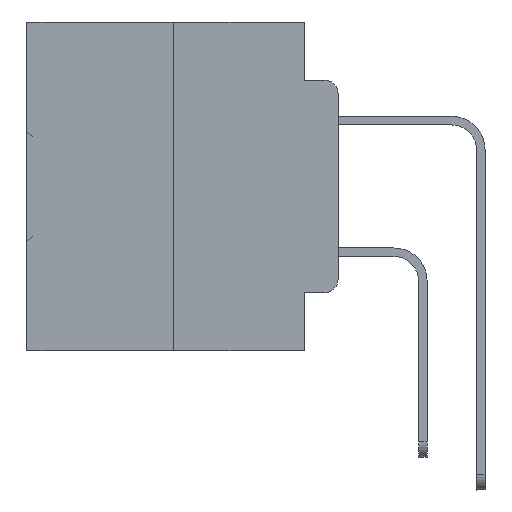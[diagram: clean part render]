
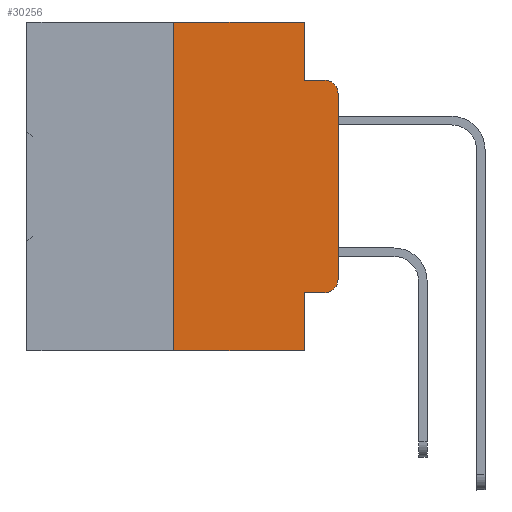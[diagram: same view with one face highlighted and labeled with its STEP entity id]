
A CAD part, left-side view. The second image highlights one B-rep face of the part: STEP entity #30256.
In plain terms, the highlighted planar face has unit normal (-1, 0, 0).
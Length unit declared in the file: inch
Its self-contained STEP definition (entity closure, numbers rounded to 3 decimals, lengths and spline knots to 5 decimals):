
#374 = VERTEX_POINT ( 'NONE', #34239 ) ;
#1097 = VECTOR ( 'NONE', #23658, 39.37008 ) ;
#1900 = FACE_OUTER_BOUND ( 'NONE', #37836, .T. ) ;
#2479 = DIRECTION ( 'NONE',  ( 0., -1., 0. ) ) ;
#2821 = VERTEX_POINT ( 'NONE', #35742 ) ;
#2874 = LINE ( 'NONE', #27279, #31107 ) ;
#3035 = EDGE_CURVE ( 'NONE', #3893, #374, #8922, .T. ) ;
#3590 = CARTESIAN_POINT ( 'NONE',  ( 0., 0.051, -0.0885 ) ) ;
#3683 = ORIENTED_EDGE ( 'NONE', *, *, #12062, .F. ) ;
#3808 = VERTEX_POINT ( 'NONE', #19993 ) ;
#3858 = CIRCLE ( 'NONE', #27932, 0.02 ) ;
#3893 = VERTEX_POINT ( 'NONE', #20960 ) ;
#4180 = CARTESIAN_POINT ( 'NONE',  ( 0., 0.25, 0. ) ) ;
#4383 = CARTESIAN_POINT ( 'NONE',  ( 0., 0.02, -0.3915 ) ) ;
#4879 = DIRECTION ( 'NONE',  ( 0., 0., -1. ) ) ;
#5597 = CARTESIAN_POINT ( 'NONE',  ( 0., 0.051, -0.4115 ) ) ;
#5776 = CARTESIAN_POINT ( 'NONE',  ( 0., 0.02, -0.4115 ) ) ;
#6106 = CARTESIAN_POINT ( 'NONE',  ( 0., 0., -0.1085 ) ) ;
#6600 = EDGE_CURVE ( 'NONE', #15134, #374, #8225, .T. ) ;
#6853 = VERTEX_POINT ( 'NONE', #24491 ) ;
#7543 = LINE ( 'NONE', #37918, #38316 ) ;
#7647 = ORIENTED_EDGE ( 'NONE', *, *, #32553, .T. ) ;
#7652 = EDGE_CURVE ( 'NONE', #33249, #28354, #7543, .T. ) ;
#8050 = PLANE ( 'NONE',  #9290 ) ;
#8225 = LINE ( 'NONE', #29270, #10888 ) ;
#8922 = LINE ( 'NONE', #9496, #18234 ) ;
#9290 = AXIS2_PLACEMENT_3D ( 'NONE', #20191, #14784, #36037 ) ;
#9496 = CARTESIAN_POINT ( 'NONE',  ( 0., 0.473, -0.5 ) ) ;
#10249 = ORIENTED_EDGE ( 'NONE', *, *, #6600, .F. ) ;
#10888 = VECTOR ( 'NONE', #4879, 39.37008 ) ;
#12062 = EDGE_CURVE ( 'NONE', #3808, #6853, #18117, .T. ) ;
#14013 = CARTESIAN_POINT ( 'NONE',  ( 0., 0.051, -0.4115 ) ) ;
#14784 = DIRECTION ( 'NONE',  ( 1., 0., 0. ) ) ;
#14914 = VERTEX_POINT ( 'NONE', #5776 ) ;
#15134 = VERTEX_POINT ( 'NONE', #14013 ) ;
#17124 = LINE ( 'NONE', #5597, #1097 ) ;
#17335 = ORIENTED_EDGE ( 'NONE', *, *, #36229, .F. ) ;
#18117 = LINE ( 'NONE', #3590, #37771 ) ;
#18234 = VECTOR ( 'NONE', #33713, 39.37008 ) ;
#18662 = ORIENTED_EDGE ( 'NONE', *, *, #37882, .T. ) ;
#19545 = ORIENTED_EDGE ( 'NONE', *, *, #26597, .F. ) ;
#19681 = EDGE_CURVE ( 'NONE', #28354, #6853, #32267, .T. ) ;
#19993 = CARTESIAN_POINT ( 'NONE',  ( 0., 0.051, -0.0885 ) ) ;
#20191 = CARTESIAN_POINT ( 'NONE',  ( 0., 0.473, 0. ) ) ;
#20271 = CARTESIAN_POINT ( 'NONE',  ( 0., 0.02, -0.1085 ) ) ;
#20487 = LINE ( 'NONE', #26619, #21106 ) ;
#20960 = CARTESIAN_POINT ( 'NONE',  ( 0., 0.25, -0.5 ) ) ;
#21106 = VECTOR ( 'NONE', #32567, 39.37008 ) ;
#22238 = LINE ( 'NONE', #4180, #28556 ) ;
#22250 = EDGE_CURVE ( 'NONE', #3893, #2821, #22238, .T. ) ;
#23658 = DIRECTION ( 'NONE',  ( 0., -1., 0. ) ) ;
#24491 = CARTESIAN_POINT ( 'NONE',  ( 0., 0.02, -0.0885 ) ) ;
#24831 = DIRECTION ( 'NONE',  ( 0., -1., 0. ) ) ;
#26403 = DIRECTION ( 'NONE',  ( 0., 0., 1. ) ) ;
#26597 = EDGE_CURVE ( 'NONE', #35139, #3808, #20487, .T. ) ;
#26619 = CARTESIAN_POINT ( 'NONE',  ( 0., 0.051, 0. ) ) ;
#26859 = ORIENTED_EDGE ( 'NONE', *, *, #19681, .T. ) ;
#27279 = CARTESIAN_POINT ( 'NONE',  ( 0., 0.473, 0. ) ) ;
#27594 = DIRECTION ( 'NONE',  ( 0., 0., 1. ) ) ;
#27932 = AXIS2_PLACEMENT_3D ( 'NONE', #4383, #31365, #28391 ) ;
#28354 = VERTEX_POINT ( 'NONE', #6106 ) ;
#28391 = DIRECTION ( 'NONE',  ( 0., 0., -1. ) ) ;
#28556 = VECTOR ( 'NONE', #27594, 39.37008 ) ;
#28785 = ORIENTED_EDGE ( 'NONE', *, *, #7652, .T. ) ;
#29270 = CARTESIAN_POINT ( 'NONE',  ( 0., 0.051, 0. ) ) ;
#29777 = DIRECTION ( 'NONE',  ( -1., 0., 0. ) ) ;
#29928 = ORIENTED_EDGE ( 'NONE', *, *, #3035, .T. ) ;
#30256 = ADVANCED_FACE ( 'NONE', ( #1900 ), #8050, .F. ) ;
#31107 = VECTOR ( 'NONE', #2479, 39.37008 ) ;
#31365 = DIRECTION ( 'NONE',  ( -1., 0., 0. ) ) ;
#32267 = CIRCLE ( 'NONE', #36091, 0.02 ) ;
#32551 = CARTESIAN_POINT ( 'NONE',  ( 0., 0.051, 0. ) ) ;
#32553 = EDGE_CURVE ( 'NONE', #15134, #14914, #17124, .T. ) ;
#32567 = DIRECTION ( 'NONE',  ( 0., 0., -1. ) ) ;
#32930 = DIRECTION ( 'NONE',  ( 0., 0., -1. ) ) ;
#33249 = VERTEX_POINT ( 'NONE', #35001 ) ;
#33713 = DIRECTION ( 'NONE',  ( 0., -1., 0. ) ) ;
#34239 = CARTESIAN_POINT ( 'NONE',  ( 0., 0.051, -0.5 ) ) ;
#35001 = CARTESIAN_POINT ( 'NONE',  ( 0., 0., -0.3915 ) ) ;
#35139 = VERTEX_POINT ( 'NONE', #32551 ) ;
#35742 = CARTESIAN_POINT ( 'NONE',  ( 0., 0.25, 0. ) ) ;
#36037 = DIRECTION ( 'NONE',  ( 0., 0., -1. ) ) ;
#36091 = AXIS2_PLACEMENT_3D ( 'NONE', #20271, #29777, #32930 ) ;
#36229 = EDGE_CURVE ( 'NONE', #2821, #35139, #2874, .T. ) ;
#37671 = ORIENTED_EDGE ( 'NONE', *, *, #22250, .F. ) ;
#37771 = VECTOR ( 'NONE', #24831, 39.37008 ) ;
#37836 = EDGE_LOOP ( 'NONE', ( #28785, #26859, #3683, #19545, #17335, #37671, #29928, #10249, #7647, #18662 ) ) ;
#37882 = EDGE_CURVE ( 'NONE', #14914, #33249, #3858, .T. ) ;
#37918 = CARTESIAN_POINT ( 'NONE',  ( 0., 0., 0. ) ) ;
#38316 = VECTOR ( 'NONE', #26403, 39.37008 ) ;
